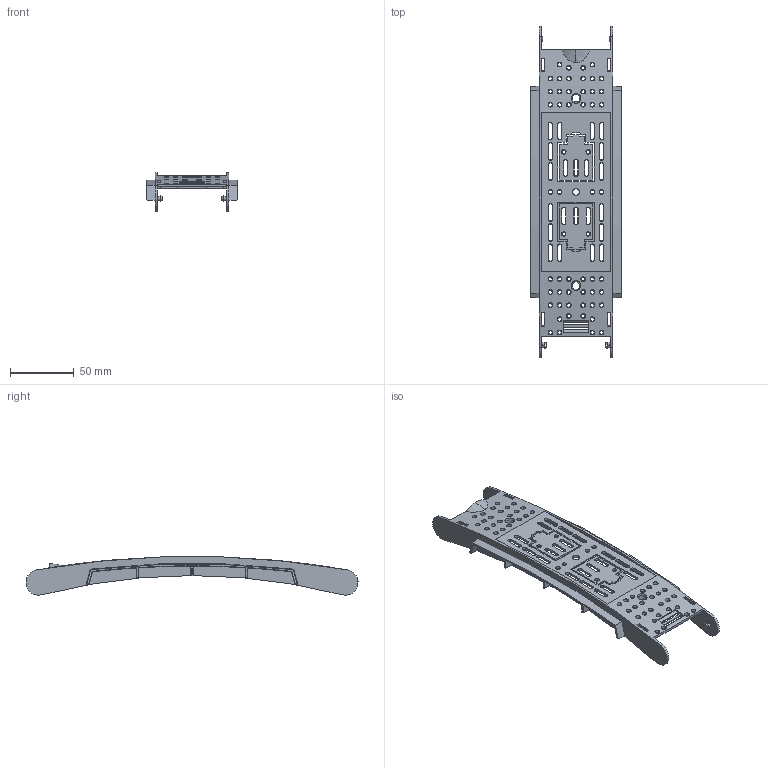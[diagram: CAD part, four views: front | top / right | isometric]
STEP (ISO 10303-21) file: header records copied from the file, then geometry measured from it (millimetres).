
FILE_DESCRIPTION(/* description */ (''),/* implementation_level */ '2;1');
FILE_NAME(/* name */ '3NX3153_000158032_stp_stp.stp',/* time_stamp */ '2024-10-10T09:39:45+02:00',/* author */ (''),/* organization */ (''),/* preprocessor_version */ 'ST-DEVELOPER v18.101',/* originating_system */ 'SIEMENS PLM Software NX 2007',/* authorisation */ '');
FILE_SCHEMA (('AUTOMOTIVE_DESIGN { 1 0 10303 214 3 1 1 1 }'));
Length unit declared in the file: millimetre
Products named in the file (1): 3NX3153_000158032_stp_stp
Bounding box: 71.5 x 261.08 x 30.15 mm (x, y, z)
Volume: 41384.5 mm3; surface area: 52640.8 mm2
Topology: 1 solids, 1 shells, 599 faces, 1819 edges, 1228 vertices
Faces by surface type: plane 354, cone 142, bspline 54, cylinder 47, sphere 2
Entity records: 29027 total; most frequent: CARTESIAN_POINT 8861, ORIENTED_EDGE 3574, DIRECTION 2823, EDGE_CURVE 1787, VERTEX_POINT 1211, LINE 1055, VECTOR 1055, AXIS2_PLACEMENT_3D 884
